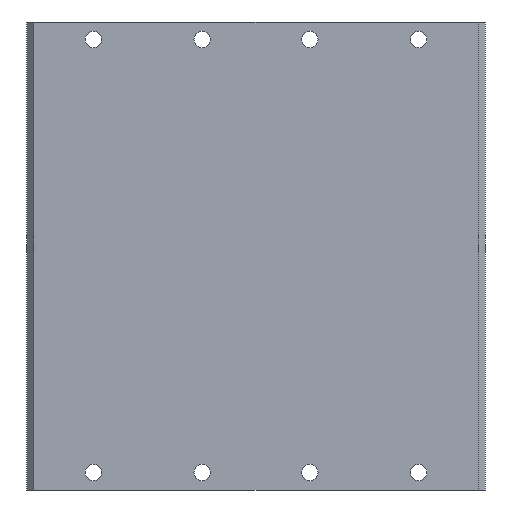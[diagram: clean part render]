
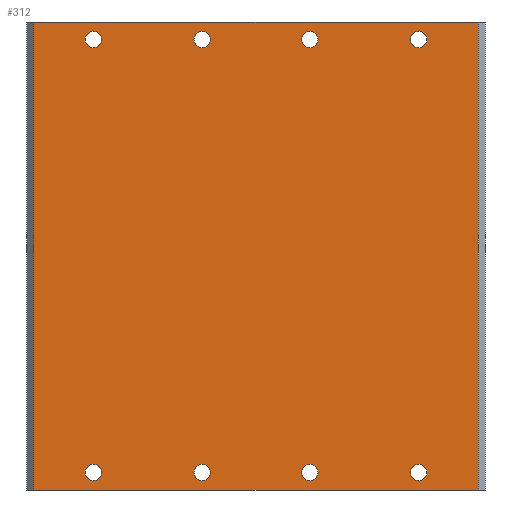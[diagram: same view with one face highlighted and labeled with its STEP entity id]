
A CAD part, front view. The second image highlights one B-rep face of the part: STEP entity #312.
In plain terms, the highlighted face is planar.
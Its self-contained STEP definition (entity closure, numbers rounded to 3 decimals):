
#28=LINE('',#505,#46);
#29=LINE('',#508,#47);
#30=LINE('',#510,#48);
#31=LINE('',#511,#49);
#46=VECTOR('',#424,10.);
#47=VECTOR('',#427,10.);
#48=VECTOR('',#428,10.);
#49=VECTOR('',#429,10.);
#62=PLANE('',#359);
#77=FACE_BOUND('',#127,.T.);
#78=FACE_BOUND('',#128,.T.);
#79=FACE_BOUND('',#129,.T.);
#80=FACE_BOUND('',#130,.T.);
#81=FACE_BOUND('',#131,.T.);
#82=FACE_BOUND('',#132,.T.);
#83=FACE_BOUND('',#133,.T.);
#84=FACE_BOUND('',#134,.T.);
#102=FACE_OUTER_BOUND('',#126,.T.);
#126=EDGE_LOOP('',(#247,#248,#249,#250));
#127=EDGE_LOOP('',(#251));
#128=EDGE_LOOP('',(#252));
#129=EDGE_LOOP('',(#253));
#130=EDGE_LOOP('',(#254));
#131=EDGE_LOOP('',(#255));
#132=EDGE_LOOP('',(#256));
#133=EDGE_LOOP('',(#257));
#134=EDGE_LOOP('',(#258));
#149=CIRCLE('',#335,3.5);
#151=CIRCLE('',#338,3.5);
#153=CIRCLE('',#341,3.5);
#155=CIRCLE('',#344,3.5);
#157=CIRCLE('',#347,3.5);
#159=CIRCLE('',#350,3.5);
#161=CIRCLE('',#353,3.5);
#163=CIRCLE('',#356,3.5);
#165=VERTEX_POINT('',#458);
#167=VERTEX_POINT('',#463);
#169=VERTEX_POINT('',#468);
#171=VERTEX_POINT('',#473);
#173=VERTEX_POINT('',#478);
#175=VERTEX_POINT('',#483);
#177=VERTEX_POINT('',#488);
#179=VERTEX_POINT('',#493);
#181=VERTEX_POINT('',#498);
#184=VERTEX_POINT('',#503);
#185=VERTEX_POINT('',#507);
#186=VERTEX_POINT('',#509);
#193=EDGE_CURVE('',#165,#165,#149,.T.);
#195=EDGE_CURVE('',#167,#167,#151,.T.);
#197=EDGE_CURVE('',#169,#169,#153,.T.);
#199=EDGE_CURVE('',#171,#171,#155,.T.);
#201=EDGE_CURVE('',#173,#173,#157,.T.);
#203=EDGE_CURVE('',#175,#175,#159,.T.);
#205=EDGE_CURVE('',#177,#177,#161,.T.);
#207=EDGE_CURVE('',#179,#179,#163,.T.);
#212=EDGE_CURVE('',#184,#181,#28,.T.);
#213=EDGE_CURVE('',#185,#184,#29,.T.);
#214=EDGE_CURVE('',#186,#185,#30,.T.);
#215=EDGE_CURVE('',#181,#186,#31,.T.);
#247=ORIENTED_EDGE('',*,*,#212,.F.);
#248=ORIENTED_EDGE('',*,*,#213,.F.);
#249=ORIENTED_EDGE('',*,*,#214,.F.);
#250=ORIENTED_EDGE('',*,*,#215,.F.);
#251=ORIENTED_EDGE('',*,*,#193,.T.);
#252=ORIENTED_EDGE('',*,*,#195,.T.);
#253=ORIENTED_EDGE('',*,*,#197,.T.);
#254=ORIENTED_EDGE('',*,*,#199,.T.);
#255=ORIENTED_EDGE('',*,*,#201,.T.);
#256=ORIENTED_EDGE('',*,*,#203,.T.);
#257=ORIENTED_EDGE('',*,*,#205,.T.);
#258=ORIENTED_EDGE('',*,*,#207,.T.);
#312=ADVANCED_FACE('',(#102,#77,#78,#79,#80,#81,#82,#83,#84),#62,.T.);
#335=AXIS2_PLACEMENT_3D('',#459,#373,#374);
#338=AXIS2_PLACEMENT_3D('',#464,#379,#380);
#341=AXIS2_PLACEMENT_3D('',#469,#385,#386);
#344=AXIS2_PLACEMENT_3D('',#474,#391,#392);
#347=AXIS2_PLACEMENT_3D('',#479,#397,#398);
#350=AXIS2_PLACEMENT_3D('',#484,#403,#404);
#353=AXIS2_PLACEMENT_3D('',#489,#409,#410);
#356=AXIS2_PLACEMENT_3D('',#494,#415,#416);
#359=AXIS2_PLACEMENT_3D('',#506,#425,#426);
#373=DIRECTION('center_axis',(0.,0.,
-1.));
#374=DIRECTION('ref_axis',(-1.,0.,0.));
#379=DIRECTION('center_axis',(0.,0.,
-1.));
#380=DIRECTION('ref_axis',(-1.,0.,0.));
#385=DIRECTION('center_axis',(0.,0.,
-1.));
#386=DIRECTION('ref_axis',(-1.,0.,0.));
#391=DIRECTION('center_axis',(0.,0.,
-1.));
#392=DIRECTION('ref_axis',(-1.,0.,0.));
#397=DIRECTION('center_axis',(0.,0.,
-1.));
#398=DIRECTION('ref_axis',(-1.,0.,0.));
#403=DIRECTION('center_axis',(0.,0.,
-1.));
#404=DIRECTION('ref_axis',(-1.,0.,0.));
#409=DIRECTION('center_axis',(0.,0.,
-1.));
#410=DIRECTION('ref_axis',(-1.,0.,0.));
#415=DIRECTION('center_axis',(0.,0.,
-1.));
#416=DIRECTION('ref_axis',(-1.,0.,0.));
#424=DIRECTION('',(0.,-1.,0.));
#425=DIRECTION('center_axis',(0.,0.,
1.));
#426=DIRECTION('ref_axis',(1.,0.,0.));
#427=DIRECTION('',(1.,0.,0.));
#428=DIRECTION('',(0.,1.,0.));
#429=DIRECTION('',(-1.,0.,0.));
#458=CARTESIAN_POINT('',(26.5,-92.5,2.5));
#459=CARTESIAN_POINT('Origin',(23.,-92.5,2.5));
#463=CARTESIAN_POINT('',(-66.,-92.5,2.5));
#464=CARTESIAN_POINT('Origin',(-69.5,-92.5,2.5));
#468=CARTESIAN_POINT('',(-19.5,92.5,2.5));
#469=CARTESIAN_POINT('Origin',(-23.,92.5,2.5));
#473=CARTESIAN_POINT('',(73.,92.5,2.5));
#474=CARTESIAN_POINT('Origin',(69.5,92.5,2.5));
#478=CARTESIAN_POINT('',(26.5,92.5,2.5));
#479=CARTESIAN_POINT('Origin',(23.,92.5,2.5));
#483=CARTESIAN_POINT('',(-66.,92.5,2.5));
#484=CARTESIAN_POINT('Origin',(-69.5,92.5,2.5));
#488=CARTESIAN_POINT('',(-19.5,-92.5,2.5));
#489=CARTESIAN_POINT('Origin',(-23.,-92.5,2.5));
#493=CARTESIAN_POINT('',(73.,-92.5,2.5));
#494=CARTESIAN_POINT('Origin',(69.5,-92.5,2.5));
#498=CARTESIAN_POINT('',(95.,-100.,2.5));
#503=CARTESIAN_POINT('',(95.,100.,2.5));
#505=CARTESIAN_POINT('',(95.,50.,2.5));
#506=CARTESIAN_POINT('Origin',(0.,0.,
2.5));
#507=CARTESIAN_POINT('',(-95.,100.,2.5));
#508=CARTESIAN_POINT('',(-98.,100.,2.5));
#509=CARTESIAN_POINT('',(-95.,-100.,2.5));
#510=CARTESIAN_POINT('',(-95.,-50.,2.5));
#511=CARTESIAN_POINT('',(98.,-100.,2.5));
